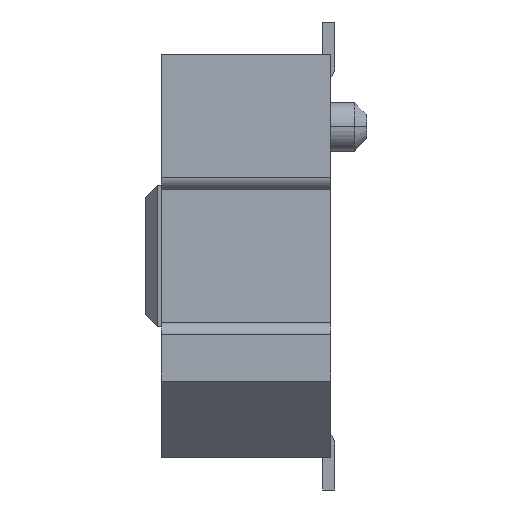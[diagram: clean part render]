
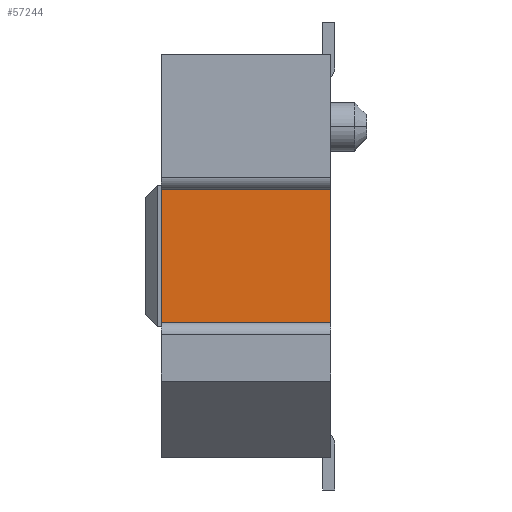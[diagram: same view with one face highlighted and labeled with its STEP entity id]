
A CAD part, left-side view. The second image highlights one B-rep face of the part: STEP entity #57244.
In plain terms, the highlighted planar face has unit normal (-1, 0, 0).
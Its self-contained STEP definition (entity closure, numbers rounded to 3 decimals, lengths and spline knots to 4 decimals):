
#1145=DIRECTION('',(0.,-1.,0.));
#1146=VECTOR('',#1145,2.1);
#1147=CARTESIAN_POINT('',(-11.45,2.1,-0.825));
#1148=LINE('',#1147,#1146);
#1153=DIRECTION('',(0.,0.,-1.));
#1154=VECTOR('',#1153,1.65);
#1155=CARTESIAN_POINT('',(-11.45,0.,0.825));
#1156=LINE('',#1155,#1154);
#1157=DIRECTION('',(0.,0.,1.));
#1158=VECTOR('',#1157,1.65);
#1159=CARTESIAN_POINT('',(-11.45,2.1,-0.825));
#1160=LINE('',#1159,#1158);
#1161=DIRECTION('',(0.,1.,0.));
#1162=VECTOR('',#1161,2.1);
#1163=CARTESIAN_POINT('',(-11.45,0.,0.825));
#1164=LINE('',#1163,#1162);
#46707=CARTESIAN_POINT('',(-11.45,0.,0.825));
#46708=VERTEX_POINT('',#46707);
#46709=CARTESIAN_POINT('',(-11.45,0.,-0.825));
#46710=VERTEX_POINT('',#46709);
#48853=CARTESIAN_POINT('',(-11.45,2.1,0.825));
#48854=VERTEX_POINT('',#48853);
#48855=CARTESIAN_POINT('',(-11.45,2.1,-0.825));
#48856=VERTEX_POINT('',#48855);
#57232=CARTESIAN_POINT('',(-11.45,1.05,0.));
#57233=DIRECTION('',(1.,0.,0.));
#57234=DIRECTION('',(0.,0.,-1.));
#57235=AXIS2_PLACEMENT_3D('',#57232,#57233,#57234);
#57236=PLANE('',#57235);
#57237=ORIENTED_EDGE('',*,*,#57166,.T.);
#57238=ORIENTED_EDGE('',*,*,#57225,.F.);
#57239=ORIENTED_EDGE('',*,*,#57037,.T.);
#57241=ORIENTED_EDGE('',*,*,#57240,.F.);
#57242=EDGE_LOOP('',(#57237,#57238,#57239,#57241));
#57243=FACE_OUTER_BOUND('',#57242,.F.);
#57244=ADVANCED_FACE('',(#57243),#57236,.F.);
#57037=EDGE_CURVE('',#48856,#48854,#1160,.T.);
#57166=EDGE_CURVE('',#46708,#46710,#1156,.T.);
#57225=EDGE_CURVE('',#48856,#46710,#1148,.T.);
#57240=EDGE_CURVE('',#46708,#48854,#1164,.T.);
